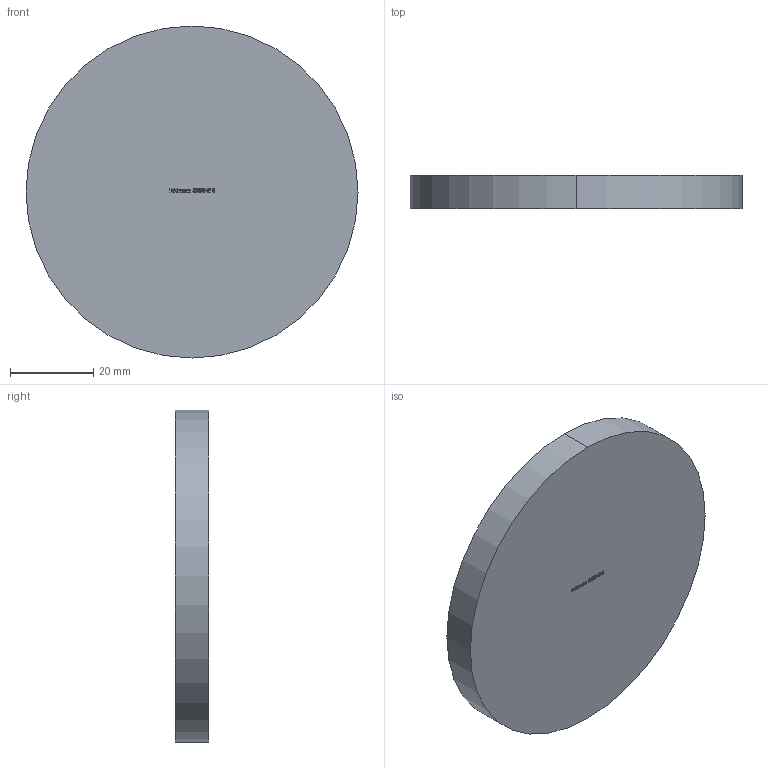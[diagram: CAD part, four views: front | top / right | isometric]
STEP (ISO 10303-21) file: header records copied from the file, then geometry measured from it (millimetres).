
FILE_DESCRIPTION (( 'STEP AP203' ), '1' );
FILE_NAME ('53080-ST-8.step', '2019-04-03T11:39:39', ( '' ), ( '' ), 'SwSTEP 2.0', 'SolidWorks 2015', '' );
FILE_SCHEMA (( 'CONFIG_CONTROL_DESIGN' ));
Length unit declared in the file: millimetre
Products named in the file (1): 53080-ST-8
Bounding box: 80 x 8 x 80 mm (x, y, z)
Volume: 40212.2 mm3; surface area: 12069.7 mm2
Topology: 1 solids, 1 shells, 249 faces, 660 edges, 440 vertices
Faces by surface type: bspline 137, plane 110, cylinder 2
Entity records: 15045 total; most frequent: CARTESIAN_POINT 9719, ORIENTED_EDGE 1320, EDGE_CURVE 660, DIRECTION 616, VERTEX_POINT 440, VECTOR 382, LINE 382, EDGE_LOOP 276
